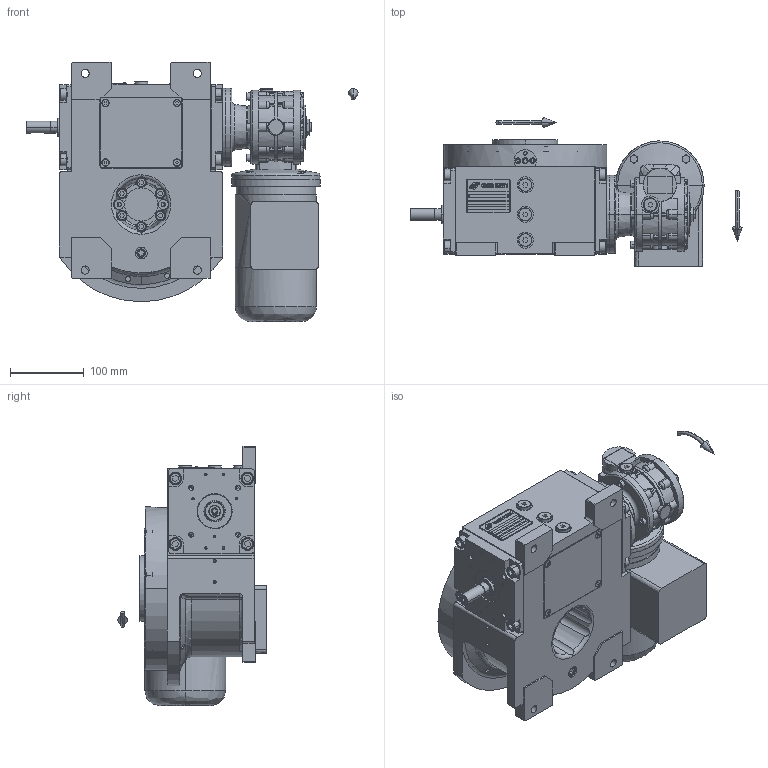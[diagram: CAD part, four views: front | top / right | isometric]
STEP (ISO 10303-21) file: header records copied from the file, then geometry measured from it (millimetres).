
FILE_DESCRIPTION (( 'STEP AP203' ), '1' );
FILE_NAME ('PC5201924.step', '2026-03-12T16:24:04', ( '' ), ( '' ), 'SwSTEP 2.0', 'SolidWorks 2020', '' );
FILE_SCHEMA (( 'CONFIG_CONTROL_DESIGN' ));
Length unit declared in the file: millimetre
Products named in the file (81): cfn2128_04_004; cfn2000_01_161; olio_agip_blasia_150; AS_rig06_002_bl_003; cfn2476_01_002_60x46; cfn2107_01_001; rig06_015; cfn2003_01_054; RIG06_005_ASM.stp; cfn2000_01_103; CFN2010_02_002.stp; rig06_007_master; freccia_angolare; CFN2000_01_185.stp; cfn2151_01_290; cfn2000_01_126; CFN2356_03_047.stp; cfn2128_19_002; 9004_2512; cfn2070_05_005; AS_rig06_016; cfn2077_01_018; 900_38_30_003; AS_900_38_30_003; RMI40_F1_LCB_DX_56B5; cfn2115_02_182; cfn2000_01_124; cfn2155_01_056; rig06_003_8; rig06_001_a; cfn2151_01_109; CFN2223_01-570X6-B.stp; cfn2205_01_013; cfn2276_01_074; cfn2151_01_090; cfn2115_02_165; AS_rig06_015; rig06_016; cfn2073_01_012; AS_rig06_004_s_001 ...
Assembly tree (74 placements, depth 5):
  olio_agip_blasia_150
  rig06_007_master
  cfn2151_01_290
  CFN2356_03_047.stp
  cfn2077_01_018
Bounding box: 451 x 201.5 x 352 mm (x, y, z)
Volume: 5243104.8 mm3; surface area: 1042347.5 mm2
Topology: 65 solids, 65 shells, 3258 faces, 8214 edges, 5254 vertices
Faces by surface type: plane 1533, cylinder 1063, cone 439, torus 132, bspline 85, sphere 6
Entity records: 117630 total; most frequent: CARTESIAN_POINT 33669, DIRECTION 15729, ORIENTED_EDGE 15676, EDGE_CURVE 7838, AXIS2_PLACEMENT_3D 5685, VERTEX_POINT 5073, VECTOR 4359, LINE 4359
